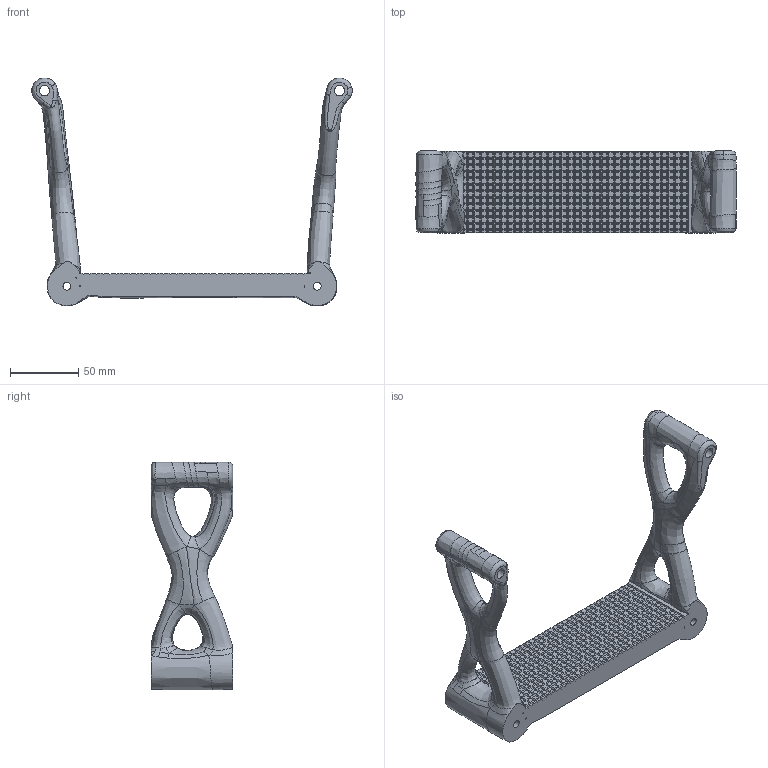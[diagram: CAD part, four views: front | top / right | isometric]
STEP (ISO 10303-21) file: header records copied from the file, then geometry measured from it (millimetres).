
FILE_DESCRIPTION (( 'STEP AP214' ), '1' );
FILE_NAME ('Mock Up Bridge Segment.STEP', '2023-07-22T19:35:51', ( '' ), ( '' ), 'SwSTEP 2.0', 'SolidWorks 2022', '' );
FILE_SCHEMA (( 'AUTOMOTIVE_DESIGN' ));
Length unit declared in the file: millimetre
Products named in the file (1): Mock Up Bridge Segment
Bounding box: 234.07 x 59.65 x 166.51 mm (x, y, z)
Volume: 365812.1 mm3; surface area: 75180.5 mm2
Topology: 1 solids, 4 shells, 2509 faces, 5198 edges, 2690 vertices
Faces by surface type: plane 2344, bspline 150, cylinder 15
Entity records: 126725 total; most frequent: CARTESIAN_POINT 48874, ORIENTED_EDGE 10396, DIRECTION 9522, EDGE_CURVE 5198, LINE 4754, VECTOR 4754, VERTEX_POINT 2690, EDGE_LOOP 2524
